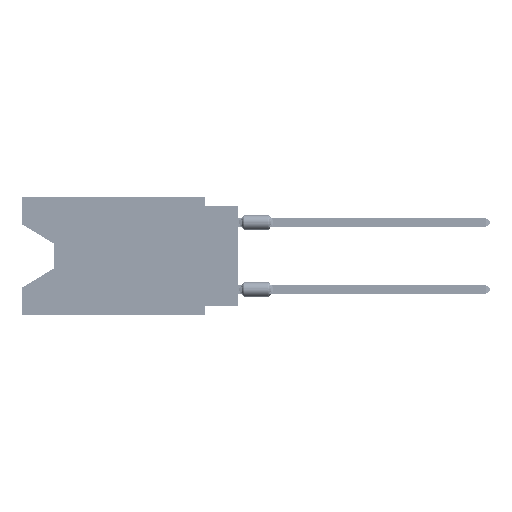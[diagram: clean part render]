
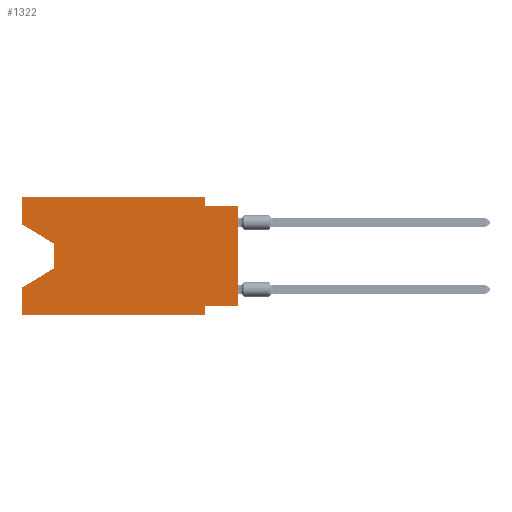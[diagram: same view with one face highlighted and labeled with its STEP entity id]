
A CAD part, left-side view. The second image highlights one B-rep face of the part: STEP entity #1322.
In plain terms, the highlighted planar face has unit normal (-1, 0, 0).
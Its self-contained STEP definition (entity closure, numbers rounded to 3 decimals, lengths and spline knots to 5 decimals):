
#866 = EDGE_CURVE ( 'NONE', #47169, #73603, #42363, .T. ) ;
#1322 = ADVANCED_FACE ( 'NONE', ( #63144 ), #102929, .F. ) ;
#3567 = VERTEX_POINT ( 'NONE', #90949 ) ;
#3974 = VECTOR ( 'NONE', #6467, 39.37008 ) ;
#5660 = LINE ( 'NONE', #94186, #83391 ) ;
#5683 = ORIENTED_EDGE ( 'NONE', *, *, #866, .T. ) ;
#6467 = DIRECTION ( 'NONE',  ( 0., 0., 1. ) ) ;
#7272 = ORIENTED_EDGE ( 'NONE', *, *, #34392, .F. ) ;
#7326 = LINE ( 'NONE', #80424, #25474 ) ;
#8967 = EDGE_CURVE ( 'NONE', #26927, #48344, #7326, .T. ) ;
#9288 = ORIENTED_EDGE ( 'NONE', *, *, #8967, .T. ) ;
#12774 = EDGE_CURVE ( 'NONE', #3567, #81585, #5660, .T. ) ;
#13617 = EDGE_CURVE ( 'NONE', #47169, #48344, #53645, .T. ) ;
#14591 = CARTESIAN_POINT ( 'NONE',  ( 0., 0.55, -0.212 ) ) ;
#15996 = DIRECTION ( 'NONE',  ( 0., 0., -1. ) ) ;
#17469 = EDGE_CURVE ( 'NONE', #94777, #22381, #61301, .T. ) ;
#18409 = LINE ( 'NONE', #25290, #73171 ) ;
#18741 = DIRECTION ( 'NONE',  ( 0., 0., -1. ) ) ;
#20831 = VECTOR ( 'NONE', #35756, 39.37008 ) ;
#21059 = CARTESIAN_POINT ( 'NONE',  ( 0., 0.645, -0.08025 ) ) ;
#21198 = VECTOR ( 'NONE', #83202, 39.37008 ) ;
#21555 = CARTESIAN_POINT ( 'NONE',  ( 0., 0.645, -0.35 ) ) ;
#22089 = CARTESIAN_POINT ( 'NONE',  ( 0., 0.645, -0.26975 ) ) ;
#22381 = VERTEX_POINT ( 'NONE', #96162 ) ;
#22584 = AXIS2_PLACEMENT_3D ( 'NONE', #79053, #62603, #15996 ) ;
#25290 = CARTESIAN_POINT ( 'NONE',  ( 0., 0.55, -0.138 ) ) ;
#25474 = VECTOR ( 'NONE', #40162, 39.37008 ) ;
#26267 = ORIENTED_EDGE ( 'NONE', *, *, #83934, .F. ) ;
#26680 = CARTESIAN_POINT ( 'NONE',  ( 0., 0.1, -0.325 ) ) ;
#26927 = VERTEX_POINT ( 'NONE', #14591 ) ;
#27922 = ORIENTED_EDGE ( 'NONE', *, *, #77481, .T. ) ;
#29080 = DIRECTION ( 'NONE',  ( 0., 1., 0. ) ) ;
#31581 = EDGE_CURVE ( 'NONE', #31604, #73603, #75408, .T. ) ;
#31604 = VERTEX_POINT ( 'NONE', #26680 ) ;
#33553 = CARTESIAN_POINT ( 'NONE',  ( 0., 0.645, 0. ) ) ;
#34063 = DIRECTION ( 'NONE',  ( 0., -1., 0. ) ) ;
#34392 = EDGE_CURVE ( 'NONE', #94777, #61619, #99378, .T. ) ;
#34418 = CARTESIAN_POINT ( 'NONE',  ( 0., 0.645, -0.35 ) ) ;
#34945 = ORIENTED_EDGE ( 'NONE', *, *, #86321, .F. ) ;
#35050 = VECTOR ( 'NONE', #29080, 39.37008 ) ;
#35232 = CARTESIAN_POINT ( 'NONE',  ( 0., 0.645, 0. ) ) ;
#35756 = DIRECTION ( 'NONE',  ( 0., 0., 1. ) ) ;
#36472 = VECTOR ( 'NONE', #59741, 39.37008 ) ;
#38512 = EDGE_CURVE ( 'NONE', #81323, #90109, #68858, .T. ) ;
#38683 = VECTOR ( 'NONE', #18741, 39.37008 ) ;
#40162 = DIRECTION ( 'NONE',  ( 0., 0.855, -0.519 ) ) ;
#41725 = VECTOR ( 'NONE', #34063, 39.37008 ) ;
#42363 = LINE ( 'NONE', #34418, #61861 ) ;
#44055 = ORIENTED_EDGE ( 'NONE', *, *, #12774, .F. ) ;
#47169 = VERTEX_POINT ( 'NONE', #21555 ) ;
#48344 = VERTEX_POINT ( 'NONE', #22089 ) ;
#49374 = ORIENTED_EDGE ( 'NONE', *, *, #86096, .F. ) ;
#50317 = DIRECTION ( 'NONE',  ( 0., -1., 0. ) ) ;
#50865 = CARTESIAN_POINT ( 'NONE',  ( 0., 0., 0. ) ) ;
#53645 = LINE ( 'NONE', #70578, #3974 ) ;
#54232 = CARTESIAN_POINT ( 'NONE',  ( 0., 0.645, -0.08025 ) ) ;
#56622 = ORIENTED_EDGE ( 'NONE', *, *, #38512, .T. ) ;
#57595 = CARTESIAN_POINT ( 'NONE',  ( 0., 0.1, -0.025 ) ) ;
#58649 = DIRECTION ( 'NONE',  ( 0., -1., 0. ) ) ;
#59490 = CARTESIAN_POINT ( 'NONE',  ( 0., 0.1, -0.35 ) ) ;
#59741 = DIRECTION ( 'NONE',  ( 0., -0.855, -0.519 ) ) ;
#60839 = CARTESIAN_POINT ( 'NONE',  ( 0., 0., -0.325 ) ) ;
#61301 = LINE ( 'NONE', #21059, #36472 ) ;
#61619 = VERTEX_POINT ( 'NONE', #82535 ) ;
#61861 = VECTOR ( 'NONE', #50317, 39.37008 ) ;
#62404 = LINE ( 'NONE', #103790, #35050 ) ;
#62603 = DIRECTION ( 'NONE',  ( 1., 0., 0. ) ) ;
#63144 = FACE_OUTER_BOUND ( 'NONE', #86889, .T. ) ;
#64419 = ORIENTED_EDGE ( 'NONE', *, *, #17469, .T. ) ;
#65547 = DIRECTION ( 'NONE',  ( 0., 0., -1. ) ) ;
#67645 = CARTESIAN_POINT ( 'NONE',  ( 0., 0., -0.025 ) ) ;
#68858 = LINE ( 'NONE', #50865, #21198 ) ;
#70578 = CARTESIAN_POINT ( 'NONE',  ( 0., 0.645, 0. ) ) ;
#72971 = ORIENTED_EDGE ( 'NONE', *, *, #13617, .F. ) ;
#73171 = VECTOR ( 'NONE', #65547, 39.37008 ) ;
#73603 = VERTEX_POINT ( 'NONE', #79232 ) ;
#75408 = LINE ( 'NONE', #59490, #38683 ) ;
#75609 = LINE ( 'NONE', #67645, #82469 ) ;
#77481 = EDGE_CURVE ( 'NONE', #22381, #26927, #18409, .T. ) ;
#79053 = CARTESIAN_POINT ( 'NONE',  ( 0., 0.645, 0. ) ) ;
#79232 = CARTESIAN_POINT ( 'NONE',  ( 0., 0.1, -0.35 ) ) ;
#80424 = CARTESIAN_POINT ( 'NONE',  ( 0., 0.55, -0.212 ) ) ;
#81323 = VERTEX_POINT ( 'NONE', #60839 ) ;
#81585 = VERTEX_POINT ( 'NONE', #57595 ) ;
#82469 = VECTOR ( 'NONE', #58649, 39.37008 ) ;
#82535 = CARTESIAN_POINT ( 'NONE',  ( 0., 0.645, 0. ) ) ;
#82792 = LINE ( 'NONE', #33553, #41725 ) ;
#83202 = DIRECTION ( 'NONE',  ( 0., 0., 1. ) ) ;
#83391 = VECTOR ( 'NONE', #95748, 39.37008 ) ;
#83934 = EDGE_CURVE ( 'NONE', #61619, #3567, #82792, .T. ) ;
#86096 = EDGE_CURVE ( 'NONE', #81323, #31604, #62404, .T. ) ;
#86321 = EDGE_CURVE ( 'NONE', #81585, #90109, #75609, .T. ) ;
#86889 = EDGE_LOOP ( 'NONE', ( #64419, #27922, #9288, #72971, #5683, #103842, #49374, #56622, #34945, #44055, #26267, #7272 ) ) ;
#90109 = VERTEX_POINT ( 'NONE', #96170 ) ;
#90949 = CARTESIAN_POINT ( 'NONE',  ( 0., 0.1, 0. ) ) ;
#94186 = CARTESIAN_POINT ( 'NONE',  ( 0., 0.1, 0. ) ) ;
#94777 = VERTEX_POINT ( 'NONE', #54232 ) ;
#95748 = DIRECTION ( 'NONE',  ( 0., 0., -1. ) ) ;
#96162 = CARTESIAN_POINT ( 'NONE',  ( 0., 0.55, -0.138 ) ) ;
#96170 = CARTESIAN_POINT ( 'NONE',  ( 0., 0., -0.025 ) ) ;
#99378 = LINE ( 'NONE', #35232, #20831 ) ;
#102929 = PLANE ( 'NONE',  #22584 ) ;
#103790 = CARTESIAN_POINT ( 'NONE',  ( 0., 0., -0.325 ) ) ;
#103842 = ORIENTED_EDGE ( 'NONE', *, *, #31581, .F. ) ;
